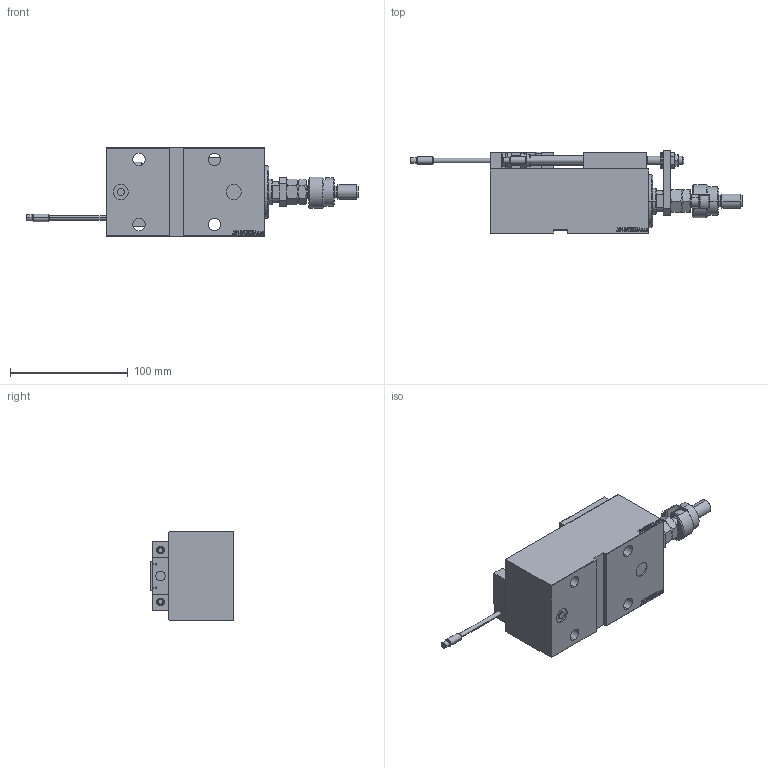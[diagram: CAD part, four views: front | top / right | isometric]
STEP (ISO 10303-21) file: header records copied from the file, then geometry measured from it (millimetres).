
FILE_DESCRIPTION (( 'STEP AP203' ), '1' );
FILE_NAME ('b1b3.STEP', '2024-02-11T09:04:17', ( '' ), ( '' ), 'SwSTEP 2.0', 'SolidWorks 2019', '' );
FILE_SCHEMA (( 'CONFIG_CONTROL_DESIGN' ));
Length unit declared in the file: millimetre
Products named in the file (19): V450CM_E_VCP fa1bee6d45ac55fde7c983456464563d; SWITCH X fa1bee6d45ac55fde7c983456464563d; ALLEN BOLT D5 fa1bee6d45ac55fde7c983456464563d; Block fa1bee6d45ac55fde7c983456464563d; KONCOVKA_Y fa1bee6d45ac55fde7c983456464563d; X_Y_DFA fa1bee6d45ac55fde7c983456464563d; TYC_L79 fa1bee6d45ac55fde7c983456464563d; MAGNET fa1bee6d45ac55fde7c983456464563d; SWITCH DIM B,W fa1bee6d45ac55fde7c983456464563d; NUT_D10 fa1bee6d45ac55fde7c983456464563d; NUT_D12 fa1bee6d45ac55fde7c983456464563d; V450CM_E_Body fa1bee6d45ac55fde7c983456464563d; b1b3; V450CM_VC_B fa1bee6d45ac55fde7c983456464563d; ZARAZKA fa1bee6d45ac55fde7c983456464563d; SWITCH_X_FRONT_BACK fa1bee6d45ac55fde7c983456464563d; FEMALE_PART_FOR_DFA fa1bee6d45ac55fde7c983456464563d; ALLEN BOLT D8 fa1bee6d45ac55fde7c983456464563d; MFA fa1bee6d45ac55fde7c983456464563d
Assembly tree (28 placements, depth 3):
  b1b3
    V450CM_E_Body fa1bee6d45ac55fde7c983456464563d
    V450CM_E_VCP fa1bee6d45ac55fde7c983456464563d
    V450CM_VC_B fa1bee6d45ac55fde7c983456464563d
    SWITCH X fa1bee6d45ac55fde7c983456464563d
      SWITCH_X_FRONT_BACK fa1bee6d45ac55fde7c983456464563d  x2
      TYC_L79 fa1bee6d45ac55fde7c983456464563d
      Block fa1bee6d45ac55fde7c983456464563d  x2
      ALLEN BOLT D5 fa1bee6d45ac55fde7c983456464563d  x4
      ALLEN BOLT D8 fa1bee6d45ac55fde7c983456464563d  x4
      MAGNET fa1bee6d45ac55fde7c983456464563d  x2
      KONCOVKA_Y fa1bee6d45ac55fde7c983456464563d  x2
    SWITCH DIM B,W fa1bee6d45ac55fde7c983456464563d
    ZARAZKA fa1bee6d45ac55fde7c983456464563d
    NUT_D10 fa1bee6d45ac55fde7c983456464563d
    NUT_D12 fa1bee6d45ac55fde7c983456464563d
    X_Y_DFA fa1bee6d45ac55fde7c983456464563d
      FEMALE_PART_FOR_DFA fa1bee6d45ac55fde7c983456464563d
      MFA fa1bee6d45ac55fde7c983456464563d
Bounding box: 282 x 70.5 x 75 mm (x, y, z)
Volume: 571468 mm3; surface area: 116878.5 mm2
Topology: 26 solids, 26 shells, 1390 faces, 3302 edges, 2094 vertices
Faces by surface type: plane 598, bspline 380, cylinder 195, cone 161, torus 52, sphere 4
Entity records: 52848 total; most frequent: CARTESIAN_POINT 26129, ORIENTED_EDGE 5580, DIRECTION 3879, EDGE_CURVE 2790, VERTEX_POINT 1806, VECTOR 1567, LINE 1567, EDGE_LOOP 1288
